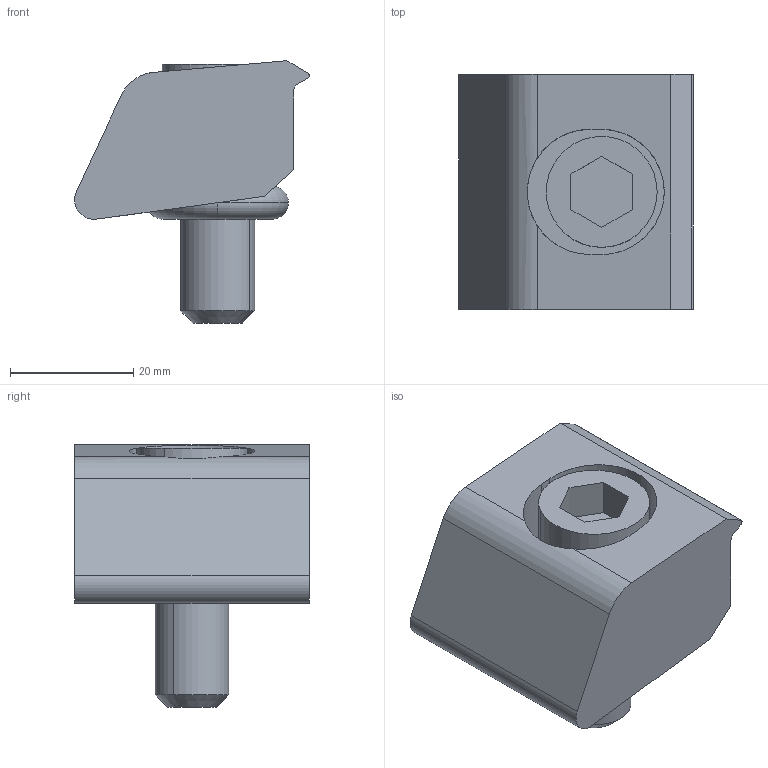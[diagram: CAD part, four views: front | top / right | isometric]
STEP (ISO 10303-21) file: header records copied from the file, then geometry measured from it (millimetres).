
FILE_DESCRIPTION (( 'STEP AP203' ), '1' );
FILE_NAME ('mbsc12a.STEP', '2019-12-04T04:53:05', ( '' ), ( '' ), 'SwSTEP 2.0', 'SolidWorks 2018', '' );
FILE_SCHEMA (( 'CONFIG_CONTROL_DESIGN' ));
Length unit declared in the file: millimetre
Products named in the file (4): mbsc12a_02; mbsc12a_03; mbsc12a; mbsc12a_01
Assembly tree (3 placements, depth 2):
  mbsc12a
    mbsc12a_01
    mbsc12a_02
    mbsc12a_03
Bounding box: 38.09 x 38.1 x 42.61 mm (x, y, z)
Volume: 27835.5 mm3; surface area: 9825.4 mm2
Topology: 3 solids, 3 shells, 43 faces, 105 edges, 68 vertices
Faces by surface type: plane 24, cylinder 13, torus 4, cone 2
Entity records: 1700 total; most frequent: CARTESIAN_POINT 254, DIRECTION 229, ORIENTED_EDGE 210, EDGE_CURVE 105, AXIS2_PLACEMENT_3D 81, VERTEX_POINT 68, VECTOR 67, LINE 67
